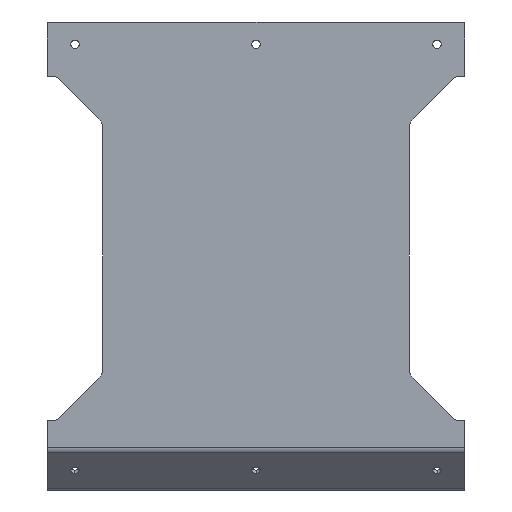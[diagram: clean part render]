
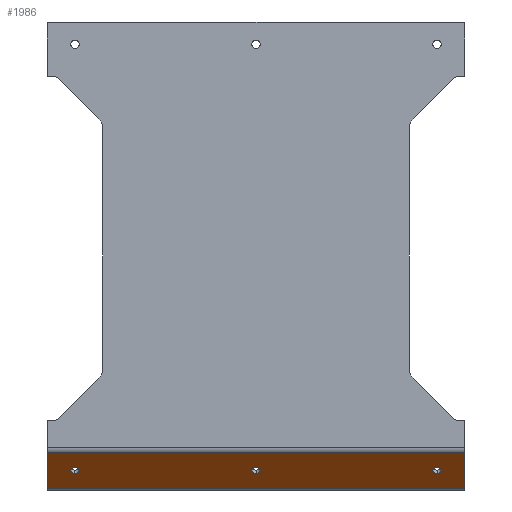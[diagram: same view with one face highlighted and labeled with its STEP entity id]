
A CAD part, left-side view. The second image highlights one B-rep face of the part: STEP entity #1986.
In plain terms, the highlighted planar face has unit normal (-0.707, 0, -0.707).
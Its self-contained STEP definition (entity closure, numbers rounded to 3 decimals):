
#87 = LINE ( 'NONE', #2266, #684 ) ;
#126 = ORIENTED_EDGE ( 'NONE', *, *, #163, .F. ) ;
#163 = EDGE_CURVE ( 'NONE', #2603, #5154, #1962, .T. ) ;
#196 = EDGE_LOOP ( 'NONE', ( #3745, #3392 ) ) ;
#352 = VERTEX_POINT ( 'NONE', #3926 ) ;
#385 = VERTEX_POINT ( 'NONE', #5077 ) ;
#640 = LINE ( 'NONE', #5520, #1913 ) ;
#661 = DIRECTION ( 'NONE',  ( -0.707, 0., -0.707 ) ) ;
#684 = VECTOR ( 'NONE', #3603, 1000. ) ;
#687 = EDGE_CURVE ( 'NONE', #352, #780, #3696, .T. ) ;
#780 = VERTEX_POINT ( 'NONE', #861 ) ;
#825 = ORIENTED_EDGE ( 'NONE', *, *, #983, .T. ) ;
#846 = VECTOR ( 'NONE', #958, 1000. ) ;
#861 = CARTESIAN_POINT ( 'NONE',  ( 6.532, 10., -161.99 ) ) ;
#909 = FACE_BOUND ( 'NONE', #196, .T. ) ;
#944 = AXIS2_PLACEMENT_3D ( 'NONE', #2129, #1691, #4843 ) ;
#958 = DIRECTION ( 'NONE',  ( 0., -1., 0. ) ) ;
#983 = EDGE_CURVE ( 'NONE', #2658, #4387, #640, .T. ) ;
#999 = EDGE_LOOP ( 'NONE', ( #126, #1854, #825, #1626 ) ) ;
#1122 = DIRECTION ( 'NONE',  ( -0.707, 0., 0.707 ) ) ;
#1207 = AXIS2_PLACEMENT_3D ( 'NONE', #3553, #5377, #2166 ) ;
#1287 = EDGE_CURVE ( 'NONE', #4387, #5154, #87, .T. ) ;
#1499 = LINE ( 'NONE', #4108, #846 ) ;
#1524 = ORIENTED_EDGE ( 'NONE', *, *, #5462, .F. ) ;
#1626 = ORIENTED_EDGE ( 'NONE', *, *, #1287, .T. ) ;
#1691 = DIRECTION ( 'NONE',  ( -0.707, 0., -0.707 ) ) ;
#1722 = FACE_OUTER_BOUND ( 'NONE', #999, .T. ) ;
#1811 = VECTOR ( 'NONE', #2980, 1000. ) ;
#1854 = ORIENTED_EDGE ( 'NONE', *, *, #4261, .F. ) ;
#1886 = AXIS2_PLACEMENT_3D ( 'NONE', #3364, #5160, #1122 ) ;
#1913 = VECTOR ( 'NONE', #3404, 1000. ) ;
#1962 = LINE ( 'NONE', #5512, #1811 ) ;
#1983 = DIRECTION ( 'NONE',  ( -0.707, 0., 0.707 ) ) ;
#1986 = ADVANCED_FACE ( 'NONE', ( #909, #3149, #5342, #1722 ), #4001, .T. ) ;
#2064 = CARTESIAN_POINT ( 'NONE',  ( -0.912, 150., -154.546 ) ) ;
#2129 = CARTESIAN_POINT ( 'NONE',  ( 5.471, 10., -160.929 ) ) ;
#2166 = DIRECTION ( 'NONE',  ( -0.707, 0., 0.707 ) ) ;
#2236 = EDGE_CURVE ( 'NONE', #5188, #3384, #5162, .T. ) ;
#2239 = AXIS2_PLACEMENT_3D ( 'NONE', #4658, #5080, #1983 ) ;
#2242 = CARTESIAN_POINT ( 'NONE',  ( 6.532, 75., -161.99 ) ) ;
#2266 = CARTESIAN_POINT ( 'NONE',  ( 11.854, 150., -167.312 ) ) ;
#2339 = EDGE_CURVE ( 'NONE', #5781, #385, #5167, .T. ) ;
#2603 = VERTEX_POINT ( 'NONE', #4999 ) ;
#2658 = VERTEX_POINT ( 'NONE', #2064 ) ;
#2729 = CIRCLE ( 'NONE', #944, 1.5 ) ;
#2875 = CARTESIAN_POINT ( 'NONE',  ( 6.532, 140., -161.99 ) ) ;
#2906 = CIRCLE ( 'NONE', #4056, 1.5 ) ;
#2980 = DIRECTION ( 'NONE',  ( 0.707, 0., -0.707 ) ) ;
#3004 = CARTESIAN_POINT ( 'NONE',  ( 5.471, 10., -160.929 ) ) ;
#3035 = AXIS2_PLACEMENT_3D ( 'NONE', #3004, #4365, #3437 ) ;
#3087 = ORIENTED_EDGE ( 'NONE', *, *, #3860, .F. ) ;
#3149 = FACE_BOUND ( 'NONE', #5646, .T. ) ;
#3329 = CARTESIAN_POINT ( 'NONE',  ( 11.854, 150., -167.312 ) ) ;
#3364 = CARTESIAN_POINT ( 'NONE',  ( 5.471, 75., -160.929 ) ) ;
#3384 = VERTEX_POINT ( 'NONE', #2875 ) ;
#3392 = ORIENTED_EDGE ( 'NONE', *, *, #5783, .F. ) ;
#3404 = DIRECTION ( 'NONE',  ( 0.707, 0., -0.707 ) ) ;
#3437 = DIRECTION ( 'NONE',  ( -0.707, 0., 0.707 ) ) ;
#3515 = DIRECTION ( 'NONE',  ( -0.707, 0., 0.707 ) ) ;
#3553 = CARTESIAN_POINT ( 'NONE',  ( -1.131, 150., -154.326 ) ) ;
#3603 = DIRECTION ( 'NONE',  ( 0., -1., 0. ) ) ;
#3696 = CIRCLE ( 'NONE', #3035, 1.5 ) ;
#3745 = ORIENTED_EDGE ( 'NONE', *, *, #2236, .F. ) ;
#3748 = CIRCLE ( 'NONE', #2239, 1.5 ) ;
#3836 = CARTESIAN_POINT ( 'NONE',  ( 5.471, 140., -160.929 ) ) ;
#3860 = EDGE_CURVE ( 'NONE', #385, #5781, #3748, .T. ) ;
#3868 = DIRECTION ( 'NONE',  ( -0.707, 0., 0.707 ) ) ;
#3918 = EDGE_LOOP ( 'NONE', ( #4486, #1524 ) ) ;
#3926 = CARTESIAN_POINT ( 'NONE',  ( 4.41, 10., -159.868 ) ) ;
#4001 = PLANE ( 'NONE',  #1207 ) ;
#4056 = AXIS2_PLACEMENT_3D ( 'NONE', #4931, #5331, #3515 ) ;
#4108 = CARTESIAN_POINT ( 'NONE',  ( -0.912, 150., -154.546 ) ) ;
#4261 = EDGE_CURVE ( 'NONE', #2658, #2603, #1499, .T. ) ;
#4286 = CARTESIAN_POINT ( 'NONE',  ( 4.41, 140., -159.868 ) ) ;
#4365 = DIRECTION ( 'NONE',  ( -0.707, 0., -0.707 ) ) ;
#4387 = VERTEX_POINT ( 'NONE', #3329 ) ;
#4486 = ORIENTED_EDGE ( 'NONE', *, *, #687, .F. ) ;
#4658 = CARTESIAN_POINT ( 'NONE',  ( 5.471, 75., -160.929 ) ) ;
#4843 = DIRECTION ( 'NONE',  ( -0.707, 0., 0.707 ) ) ;
#4931 = CARTESIAN_POINT ( 'NONE',  ( 5.471, 140., -160.929 ) ) ;
#4999 = CARTESIAN_POINT ( 'NONE',  ( -0.912, 0., -154.546 ) ) ;
#5007 = CARTESIAN_POINT ( 'NONE',  ( 11.854, 0., -167.312 ) ) ;
#5077 = CARTESIAN_POINT ( 'NONE',  ( 4.41, 75., -159.868 ) ) ;
#5080 = DIRECTION ( 'NONE',  ( -0.707, 0., -0.707 ) ) ;
#5154 = VERTEX_POINT ( 'NONE', #5007 ) ;
#5160 = DIRECTION ( 'NONE',  ( -0.707, 0., -0.707 ) ) ;
#5162 = CIRCLE ( 'NONE', #5534, 1.5 ) ;
#5167 = CIRCLE ( 'NONE', #1886, 1.5 ) ;
#5188 = VERTEX_POINT ( 'NONE', #4286 ) ;
#5331 = DIRECTION ( 'NONE',  ( -0.707, 0., -0.707 ) ) ;
#5342 = FACE_BOUND ( 'NONE', #3918, .T. ) ;
#5377 = DIRECTION ( 'NONE',  ( -0.707, 0., -0.707 ) ) ;
#5462 = EDGE_CURVE ( 'NONE', #780, #352, #2729, .T. ) ;
#5512 = CARTESIAN_POINT ( 'NONE',  ( -1.131, 0., -154.326 ) ) ;
#5518 = ORIENTED_EDGE ( 'NONE', *, *, #2339, .F. ) ;
#5520 = CARTESIAN_POINT ( 'NONE',  ( -1.131, 150., -154.326 ) ) ;
#5534 = AXIS2_PLACEMENT_3D ( 'NONE', #3836, #661, #3868 ) ;
#5646 = EDGE_LOOP ( 'NONE', ( #3087, #5518 ) ) ;
#5781 = VERTEX_POINT ( 'NONE', #2242 ) ;
#5783 = EDGE_CURVE ( 'NONE', #3384, #5188, #2906, .T. ) ;
